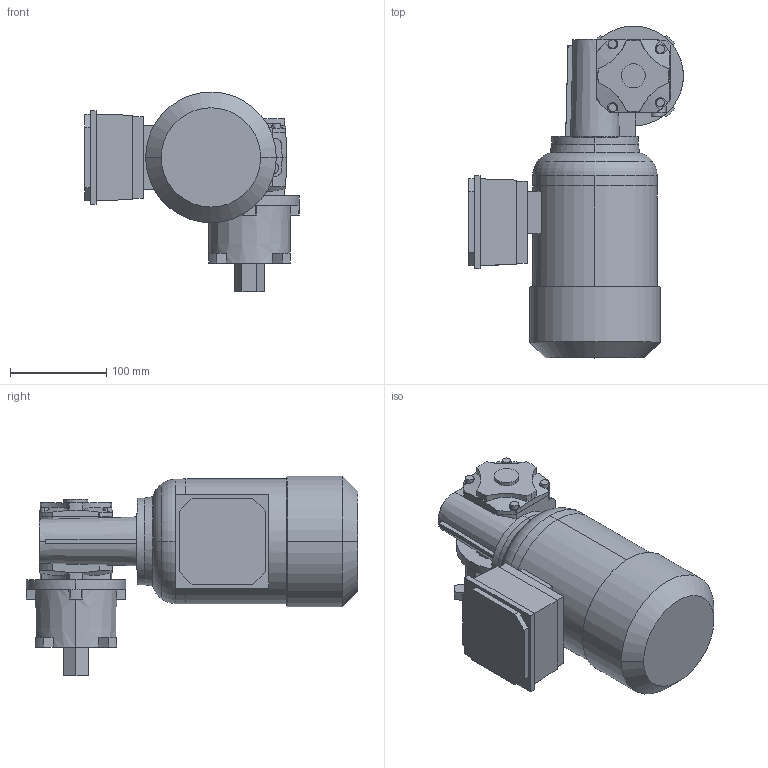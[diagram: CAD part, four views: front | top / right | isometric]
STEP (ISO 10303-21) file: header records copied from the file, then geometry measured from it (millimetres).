
FILE_DESCRIPTION(('STEP AP214'),'1');
FILE_NAME('cctmp_9F85698B-8012-4706-AAF3-6780EFBD3A99_2024_12_11_10_32_29_0938_11012..stp','2024-12-11T09:32:30',('Bosch Rexroth AG'),('CADClick - www.CADClick.com'),'Spatial InterOp 3D',' ','unknown authorization - (Healing Option Enabled)');
FILE_SCHEMA(('AUTOMOTIVE_DESIGN'));
Length unit declared in the file: millimetre
Products named in the file (1): 2024_12_11_10_32_29_0907
Bounding box: 223.55 x 345.5 x 208 mm (x, y, z)
Volume: 4412795.5 mm3; surface area: 255776.5 mm2
Topology: 1 solids, 2 shells, 269 faces, 746 edges, 491 vertices
Faces by surface type: plane 150, cone 82, cylinder 30, torus 4, bspline 3
Entity records: 11905 total; most frequent: CARTESIAN_POINT 3036, ORIENTED_EDGE 1492, DIRECTION 1318, EDGE_CURVE 746, AXIS2_PLACEMENT_3D 493, VERTEX_POINT 491, LINE 332, VECTOR 332
